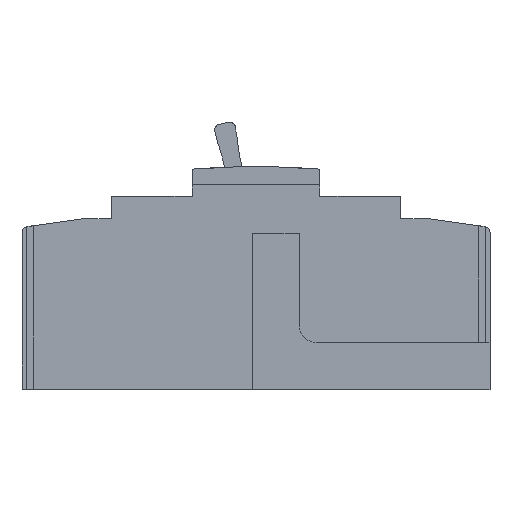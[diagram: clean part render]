
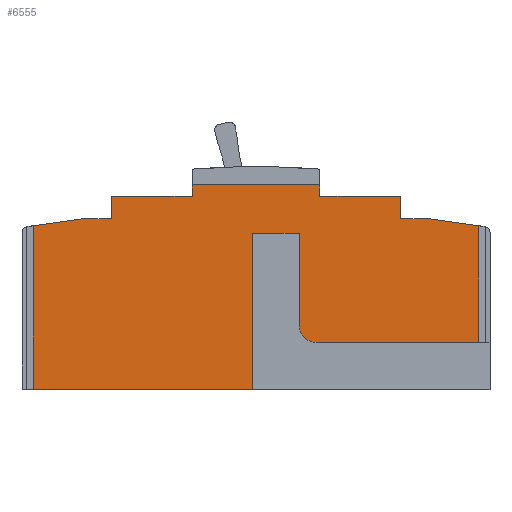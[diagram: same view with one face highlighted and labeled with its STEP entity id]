
A CAD part, top view. The second image highlights one B-rep face of the part: STEP entity #6555.
In plain terms, the highlighted planar face has unit normal (0, 0, 1).
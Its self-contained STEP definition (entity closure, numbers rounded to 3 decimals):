
#265=DIRECTION('',(1.,0.,0.));
#266=VECTOR('',#265,77.25);
#267=CARTESIAN_POINT('',(-78.5,0.,52.5));
#268=LINE('',#267,#266);
#994=DIRECTION('',(-1.,0.,0.));
#995=VECTOR('',#994,57.25);
#996=CARTESIAN_POINT('',(78.5,16.5,52.5));
#997=LINE('',#996,#995);
#998=CARTESIAN_POINT('',(21.25,22.5,52.5));
#999=DIRECTION('',(0.,0.,1.));
#1000=DIRECTION('',(-1.,0.,0.));
#1001=AXIS2_PLACEMENT_3D('',#998,#999,#1000);
#1003=DIRECTION('',(0.,1.,0.));
#1004=VECTOR('',#1003,32.5);
#1005=CARTESIAN_POINT('',(15.25,22.5,52.5));
#1006=LINE('',#1005,#1004);
#1007=DIRECTION('',(-1.,0.,0.));
#1008=VECTOR('',#1007,16.5);
#1009=CARTESIAN_POINT('',(15.25,55.,52.5));
#1010=LINE('',#1009,#1008);
#1011=DIRECTION('',(0.,1.,0.));
#1012=VECTOR('',#1011,55.);
#1013=CARTESIAN_POINT('',(-1.25,0.,52.5));
#1014=LINE('',#1013,#1012);
#1015=DIRECTION('',(0.,1.,0.));
#1016=VECTOR('',#1015,57.611);
#1017=CARTESIAN_POINT('',(-78.5,0.,52.5));
#1018=LINE('',#1017,#1016);
#1019=DIRECTION('',(0.99,0.139,0.));
#1020=VECTOR('',#1019,17.167);
#1021=CARTESIAN_POINT('',(-78.5,57.611,52.5));
#1022=LINE('',#1021,#1020);
#1023=DIRECTION('',(0.,-1.,0.));
#1024=VECTOR('',#1023,8.);
#1025=CARTESIAN_POINT('',(-51.,68.,52.5));
#1026=LINE('',#1025,#1024);
#1027=DIRECTION('',(-1.,0.,0.));
#1028=VECTOR('',#1027,28.5);
#1029=CARTESIAN_POINT('',(-22.5,68.,52.5));
#1030=LINE('',#1029,#1028);
#1031=DIRECTION('',(0.,-1.,0.));
#1032=VECTOR('',#1031,4.);
#1033=CARTESIAN_POINT('',(-22.5,72.,52.5));
#1034=LINE('',#1033,#1032);
#1035=DIRECTION('',(-1.,0.,0.));
#1036=VECTOR('',#1035,45.);
#1037=CARTESIAN_POINT('',(22.5,72.,52.5));
#1038=LINE('',#1037,#1036);
#1039=DIRECTION('',(0.,1.,0.));
#1040=VECTOR('',#1039,4.);
#1041=CARTESIAN_POINT('',(22.5,68.,52.5));
#1042=LINE('',#1041,#1040);
#1043=DIRECTION('',(-1.,0.,0.));
#1044=VECTOR('',#1043,28.5);
#1045=CARTESIAN_POINT('',(51.,68.,52.5));
#1046=LINE('',#1045,#1044);
#1047=DIRECTION('',(0.,1.,0.));
#1048=VECTOR('',#1047,8.);
#1049=CARTESIAN_POINT('',(51.,60.,52.5));
#1050=LINE('',#1049,#1048);
#1051=DIRECTION('',(0.99,-0.139,0.));
#1052=VECTOR('',#1051,17.167);
#1053=CARTESIAN_POINT('',(61.5,60.,52.5));
#1054=LINE('',#1053,#1052);
#1055=DIRECTION('',(0.,1.,0.));
#1056=VECTOR('',#1055,41.111);
#1057=CARTESIAN_POINT('',(78.5,16.5,52.5));
#1058=LINE('',#1057,#1056);
#1462=DIRECTION('',(1.,0.,0.));
#1463=VECTOR('',#1462,10.5);
#1464=CARTESIAN_POINT('',(51.,60.,52.5));
#1465=LINE('',#1464,#1463);
#1716=DIRECTION('',(1.,0.,0.));
#1717=VECTOR('',#1716,10.5);
#1718=CARTESIAN_POINT('',(-61.5,60.,52.5));
#1719=LINE('',#1718,#1717);
#4241=CARTESIAN_POINT('',(51.,68.,52.5));
#4243=VERTEX_POINT('',#4241);
#4245=CARTESIAN_POINT('',(-51.,68.,52.5));
#4247=VERTEX_POINT('',#4245);
#4249=CARTESIAN_POINT('',(51.,60.,52.5));
#4251=VERTEX_POINT('',#4249);
#4253=CARTESIAN_POINT('',(-51.,60.,52.5));
#4255=VERTEX_POINT('',#4253);
#4261=CARTESIAN_POINT('',(22.5,72.,52.5));
#4262=CARTESIAN_POINT('',(-22.5,72.,52.5));
#4263=VERTEX_POINT('',#4261);
#4264=VERTEX_POINT('',#4262);
#4266=CARTESIAN_POINT('',(-22.5,68.,52.5));
#4268=VERTEX_POINT('',#4266);
#4271=CARTESIAN_POINT('',(22.5,68.,52.5));
#4272=VERTEX_POINT('',#4271);
#4561=CARTESIAN_POINT('',(61.5,60.,52.5));
#4563=VERTEX_POINT('',#4561);
#4581=CARTESIAN_POINT('',(-61.5,60.,52.5));
#4583=VERTEX_POINT('',#4581);
#4623=CARTESIAN_POINT('',(-78.5,0.,52.5));
#4625=VERTEX_POINT('',#4623);
#4675=CARTESIAN_POINT('',(-78.5,57.611,52.5));
#4676=VERTEX_POINT('',#4675);
#4799=CARTESIAN_POINT('',(78.5,57.611,52.5));
#4800=VERTEX_POINT('',#4799);
#5135=CARTESIAN_POINT('',(-1.25,0.,52.5));
#5136=VERTEX_POINT('',#5135);
#5137=CARTESIAN_POINT('',(78.5,16.5,52.5));
#5138=CARTESIAN_POINT('',(21.25,16.5,52.5));
#5139=VERTEX_POINT('',#5137);
#5140=VERTEX_POINT('',#5138);
#5141=CARTESIAN_POINT('',(15.25,22.5,52.5));
#5142=VERTEX_POINT('',#5141);
#5143=CARTESIAN_POINT('',(15.25,55.,52.5));
#5144=VERTEX_POINT('',#5143);
#5145=CARTESIAN_POINT('',(-1.25,55.,52.5));
#5146=VERTEX_POINT('',#5145);
#6513=CARTESIAN_POINT('',(-82.5,0.,52.5));
#6514=DIRECTION('',(0.,0.,1.));
#6515=DIRECTION('',(1.,0.,0.));
#6516=AXIS2_PLACEMENT_3D('',#6513,#6514,#6515);
#6517=PLANE('',#6516);
#6519=ORIENTED_EDGE('',*,*,#6518,.T.);
#6521=ORIENTED_EDGE('',*,*,#6520,.F.);
#6523=ORIENTED_EDGE('',*,*,#6522,.T.);
#6525=ORIENTED_EDGE('',*,*,#6524,.T.);
#6527=ORIENTED_EDGE('',*,*,#6526,.F.);
#6528=ORIENTED_EDGE('',*,*,#5593,.F.);
#6529=ORIENTED_EDGE('',*,*,#6508,.T.);
#6530=ORIENTED_EDGE('',*,*,#6363,.T.);
#6532=ORIENTED_EDGE('',*,*,#6531,.T.);
#6534=ORIENTED_EDGE('',*,*,#6533,.F.);
#6536=ORIENTED_EDGE('',*,*,#6535,.F.);
#6538=ORIENTED_EDGE('',*,*,#6537,.F.);
#6540=ORIENTED_EDGE('',*,*,#6539,.F.);
#6542=ORIENTED_EDGE('',*,*,#6541,.F.);
#6544=ORIENTED_EDGE('',*,*,#6543,.F.);
#6546=ORIENTED_EDGE('',*,*,#6545,.F.);
#6548=ORIENTED_EDGE('',*,*,#6547,.T.);
#6550=ORIENTED_EDGE('',*,*,#6549,.T.);
#6552=ORIENTED_EDGE('',*,*,#6551,.F.);
#6553=EDGE_LOOP('',(#6519,#6521,#6523,#6525,#6527,#6528,#6529,#6530,#6532,#6534,
#6536,#6538,#6540,#6542,#6544,#6546,#6548,#6550,#6552));
#6554=FACE_OUTER_BOUND('',#6553,.F.);
#6555=ADVANCED_FACE('',(#6554),#6517,.T.);
#1002=CIRCLE('',#1001,6.);
#5593=EDGE_CURVE('',#4625,#5136,#268,.T.);
#6363=EDGE_CURVE('',#4676,#4583,#1022,.T.);
#6508=EDGE_CURVE('',#4625,#4676,#1018,.T.);
#6518=EDGE_CURVE('',#5139,#5140,#997,.T.);
#6520=EDGE_CURVE('',#5142,#5140,#1002,.T.);
#6522=EDGE_CURVE('',#5142,#5144,#1006,.T.);
#6524=EDGE_CURVE('',#5144,#5146,#1010,.T.);
#6526=EDGE_CURVE('',#5136,#5146,#1014,.T.);
#6531=EDGE_CURVE('',#4583,#4255,#1719,.T.);
#6533=EDGE_CURVE('',#4247,#4255,#1026,.T.);
#6535=EDGE_CURVE('',#4268,#4247,#1030,.T.);
#6537=EDGE_CURVE('',#4264,#4268,#1034,.T.);
#6539=EDGE_CURVE('',#4263,#4264,#1038,.T.);
#6541=EDGE_CURVE('',#4272,#4263,#1042,.T.);
#6543=EDGE_CURVE('',#4243,#4272,#1046,.T.);
#6545=EDGE_CURVE('',#4251,#4243,#1050,.T.);
#6547=EDGE_CURVE('',#4251,#4563,#1465,.T.);
#6549=EDGE_CURVE('',#4563,#4800,#1054,.T.);
#6551=EDGE_CURVE('',#5139,#4800,#1058,.T.);
